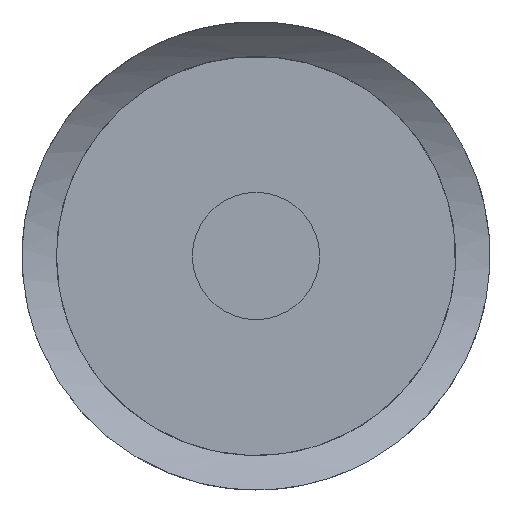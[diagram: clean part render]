
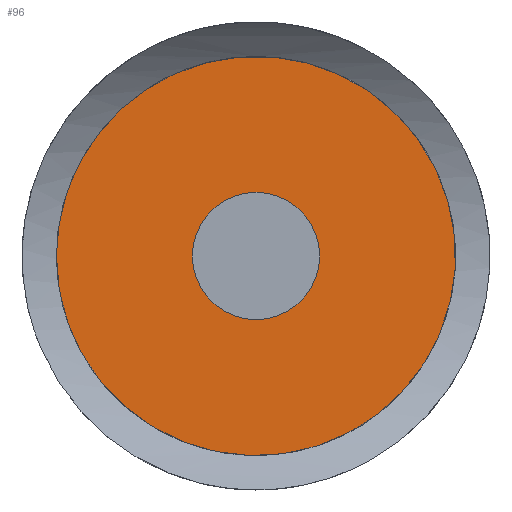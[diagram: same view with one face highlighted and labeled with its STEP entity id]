
A CAD part, left-side view. The second image highlights one B-rep face of the part: STEP entity #96.
In plain terms, the highlighted planar face has unit normal (-1, 0, 0).
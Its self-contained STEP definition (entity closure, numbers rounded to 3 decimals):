
#96=ADVANCED_FACE('',(#167,#168),#118,.F.);
#118=PLANE('',#517);
#131=CIRCLE('',#514,10.663);
#132=CIRCLE('',#516,3.4);
#167=FACE_BOUND('',#211,.T.);
#168=FACE_BOUND('',#212,.T.);
#211=EDGE_LOOP('',(#319));
#212=EDGE_LOOP('',(#320));
#319=ORIENTED_EDGE('',*,*,#421,.T.);
#320=ORIENTED_EDGE('',*,*,#420,.T.);
#366=VERTEX_POINT('',#1320);
#367=VERTEX_POINT('',#1323);
#420=EDGE_CURVE('',#366,#366,#131,.T.);
#421=EDGE_CURVE('',#367,#367,#132,.T.);
#514=AXIS2_PLACEMENT_3D('',#1319,#618,#619);
#516=AXIS2_PLACEMENT_3D('',#1322,#622,#623);
#517=AXIS2_PLACEMENT_3D('',#1324,#624,#625);
#618=DIRECTION('',(-1.,0.,0.));
#619=DIRECTION('',(0.,1.,0.));
#622=DIRECTION('',(1.,0.,0.));
#623=DIRECTION('',(0.,0.,-1.));
#624=DIRECTION('',(1.,0.,0.));
#625=DIRECTION('',(0.,0.,-1.));
#1319=CARTESIAN_POINT('',(1.,0.,0.));
#1320=CARTESIAN_POINT('',(1.,10.663,0.));
#1322=CARTESIAN_POINT('',(1.,0.,0.));
#1323=CARTESIAN_POINT('',(1.,0.,-3.4));
#1324=CARTESIAN_POINT('',(1.,0.,0.));
